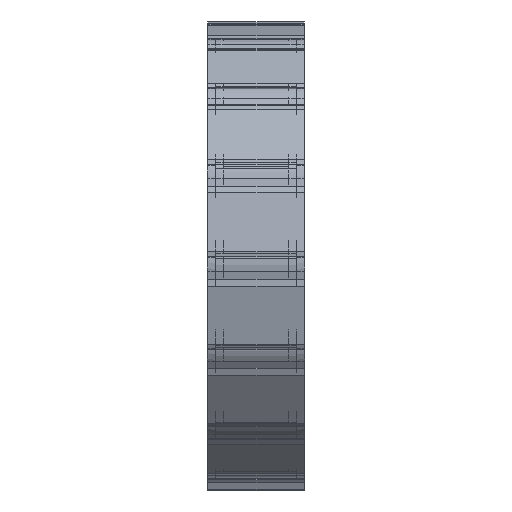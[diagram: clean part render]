
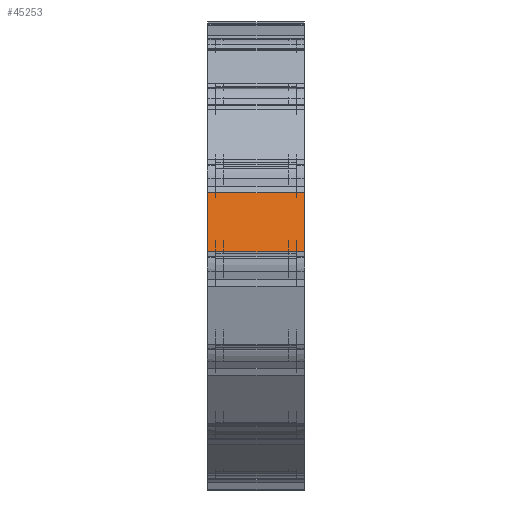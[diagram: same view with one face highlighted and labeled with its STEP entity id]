
A CAD part, left-side view. The second image highlights one B-rep face of the part: STEP entity #45253.
In plain terms, the highlighted planar face has unit normal (-0.985, 0, 0.171).
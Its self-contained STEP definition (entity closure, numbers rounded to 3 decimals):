
#1154=PLANE('',#47808);
#4610=VERTEX_POINT('',#63862);
#4611=VERTEX_POINT('',#63864);
#4613=VERTEX_POINT('',#63870);
#4614=VERTEX_POINT('',#63872);
#9145=VECTOR('',#52377,1.);
#9148=VECTOR('',#52381,1.);
#9149=VECTOR('',#52382,1.);
#9150=VECTOR('',#52383,1.);
#14722=LINE('',#63863,#9145);
#14725=LINE('',#63869,#9148);
#14726=LINE('',#63871,#9149);
#14727=LINE('',#63873,#9150);
#20435=EDGE_CURVE('',#4611,#4610,#14722,.T.);
#20438=EDGE_CURVE('',#4610,#4613,#14725,.T.);
#20439=EDGE_CURVE('',#4614,#4613,#14726,.T.);
#20440=EDGE_CURVE('',#4614,#4611,#14727,.T.);
#27977=ORIENTED_EDGE('',*,*,#20438,.T.);
#27978=ORIENTED_EDGE('',*,*,#20439,.F.);
#27979=ORIENTED_EDGE('',*,*,#20440,.T.);
#27980=ORIENTED_EDGE('',*,*,#20435,.T.);
#40415=EDGE_LOOP('',(#27977,#27978,#27979,#27980));
#42834=FACE_BOUND('',#40415,.T.);
#45253=ADVANCED_FACE('',(#42834),#1154,.T.);
#47808=AXIS2_PLACEMENT_3D('',#63868,#52380,$);
#52377=DIRECTION('',(0.,-1.,0.));
#52380=DIRECTION('',(-0.985,0.,0.171));
#52381=DIRECTION('',(0.171,0.,0.985));
#52382=DIRECTION('',(0.,-1.,0.));
#52383=DIRECTION('',(-0.171,0.,-0.985));
#63862=CARTESIAN_POINT('',(-827.939,-5.8,76.595));
#63863=CARTESIAN_POINT('',(-827.939,30.8,76.595));
#63864=CARTESIAN_POINT('',(-827.939,30.8,76.595));
#63868=CARTESIAN_POINT('',(-825.995,30.8,87.828));
#63869=CARTESIAN_POINT('',(-827.939,-5.8,76.595));
#63870=CARTESIAN_POINT('',(-824.05,-5.8,99.061));
#63871=CARTESIAN_POINT('',(-824.05,30.8,99.061));
#63872=CARTESIAN_POINT('',(-824.05,30.8,99.061));
#63873=CARTESIAN_POINT('',(-824.05,30.8,99.061));
